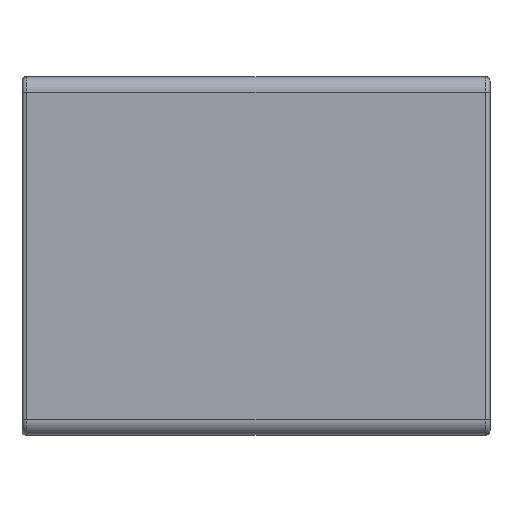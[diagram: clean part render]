
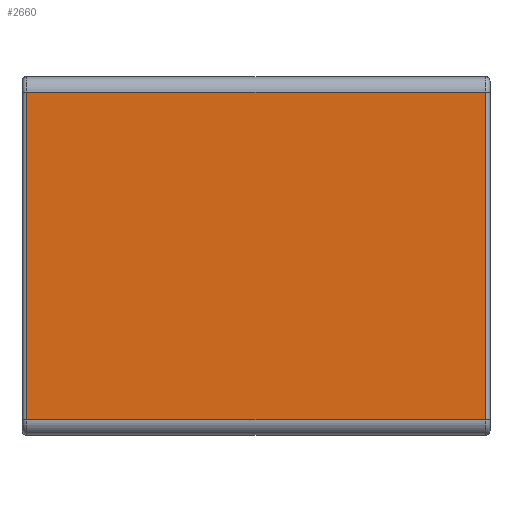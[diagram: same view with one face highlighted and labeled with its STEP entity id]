
A CAD part, front view. The second image highlights one B-rep face of the part: STEP entity #2660.
In plain terms, the highlighted planar face has unit normal (0, -1, 0).
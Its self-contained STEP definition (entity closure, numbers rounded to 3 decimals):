
#315=FACE_OUTER_BOUND('',#466,.T.);
#466=EDGE_LOOP('',(#1852,#1853,#1854,#1855));
#654=LINE('',#3655,#879);
#668=LINE('',#3689,#893);
#669=LINE('',#3692,#894);
#670=LINE('',#3693,#895);
#879=VECTOR('',#3104,1000.);
#893=VECTOR('',#3134,1000.);
#894=VECTOR('',#3139,1000.);
#895=VECTOR('',#3140,1000.);
#1093=VERTEX_POINT('',#3653);
#1094=VERTEX_POINT('',#3654);
#1105=VERTEX_POINT('',#3686);
#1106=VERTEX_POINT('',#3688);
#1370=EDGE_CURVE('',#1093,#1094,#654,.T.);
#1387=EDGE_CURVE('',#1106,#1105,#668,.T.);
#1389=EDGE_CURVE('',#1105,#1094,#669,.T.);
#1390=EDGE_CURVE('',#1093,#1106,#670,.T.);
#1852=ORIENTED_EDGE('',*,*,#1387,.T.);
#1853=ORIENTED_EDGE('',*,*,#1389,.T.);
#1854=ORIENTED_EDGE('',*,*,#1370,.F.);
#1855=ORIENTED_EDGE('',*,*,#1390,.T.);
#2426=PLANE('',#2845);
#2660=ADVANCED_FACE('',(#315),#2426,.T.);
#2845=AXIS2_PLACEMENT_3D('',#3691,#3137,#3138);
#3104=DIRECTION('',(1.,0.,0.));
#3134=DIRECTION('',(1.,0.,0.));
#3137=DIRECTION('center_axis',(0.,-1.,0.));
#3138=DIRECTION('ref_axis',(1.,0.,0.));
#3139=DIRECTION('',(0.,0.,1.));
#3140=DIRECTION('',(0.,0.,-1.));
#3653=CARTESIAN_POINT('',(-0.147,-0.3,0.2));
#3654=CARTESIAN_POINT('',(0.147,-0.3,0.2));
#3655=CARTESIAN_POINT('',(-0.425,-0.3,0.2));
#3686=CARTESIAN_POINT('',(0.147,-0.3,-0.01));
#3688=CARTESIAN_POINT('',(-0.147,-0.3,-0.01));
#3689=CARTESIAN_POINT('',(-0.425,-0.3,-0.01));
#3691=CARTESIAN_POINT('Origin',(-0.425,-0.3,-0.01));
#3692=CARTESIAN_POINT('',(0.147,-0.3,-0.01));
#3693=CARTESIAN_POINT('',(-0.147,-0.3,-0.01));
